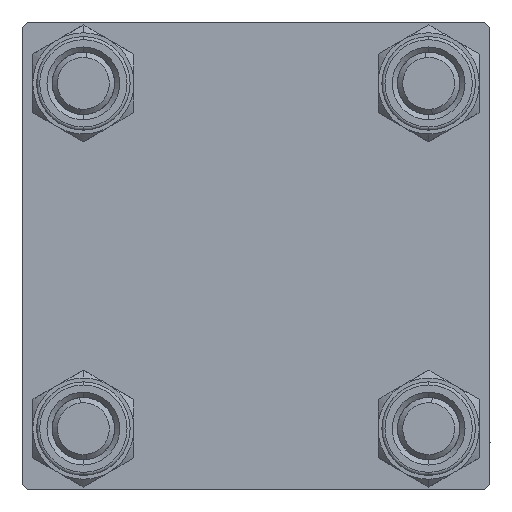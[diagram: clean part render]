
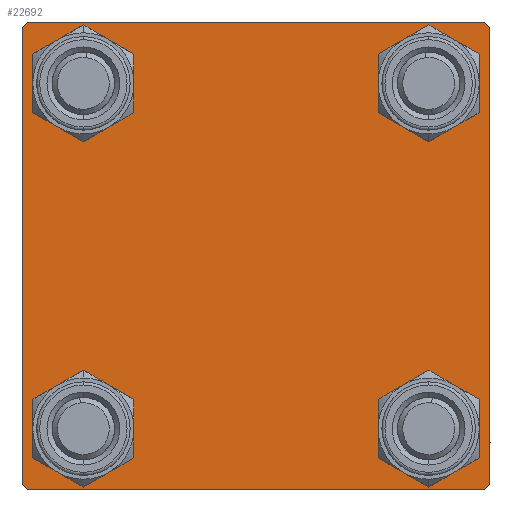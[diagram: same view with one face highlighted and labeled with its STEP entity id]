
A CAD part, left-side view. The second image highlights one B-rep face of the part: STEP entity #22692.
In plain terms, the highlighted planar face has unit normal (-1, 0, 0).
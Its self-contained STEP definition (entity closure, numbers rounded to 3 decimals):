
#679 = EDGE_CURVE ( 'NONE', #20920, #4602, #39193, .T. ) ;
#788 = VERTEX_POINT ( 'NONE', #21836 ) ;
#1437 = VERTEX_POINT ( 'NONE', #35365 ) ;
#2221 = EDGE_LOOP ( 'NONE', ( #36515, #21689 ) ) ;
#2823 = CARTESIAN_POINT ( 'NONE',  ( 0., 22.5, 22.5 ) ) ;
#3311 = DIRECTION ( 'NONE',  ( 0., 0., -1. ) ) ;
#3352 = ORIENTED_EDGE ( 'NONE', *, *, #24619, .T. ) ;
#3995 = CARTESIAN_POINT ( 'NONE',  ( 0., 22.5, 22.5 ) ) ;
#4602 = VERTEX_POINT ( 'NONE', #39358 ) ;
#4699 = EDGE_CURVE ( 'NONE', #20920, #1437, #13868, .T. ) ;
#5363 = CIRCLE ( 'NONE', #23195, 3.5 ) ;
#5598 = CIRCLE ( 'NONE', #49470, 3.5 ) ;
#5635 = DIRECTION ( 'NONE',  ( 1., 0., 0. ) ) ;
#5685 = AXIS2_PLACEMENT_3D ( 'NONE', #12946, #24879, #31785 ) ;
#5696 = EDGE_CURVE ( 'NONE', #22423, #788, #5363, .T. ) ;
#6267 = VECTOR ( 'NONE', #19767, 1000. ) ;
#6423 = EDGE_CURVE ( 'NONE', #37048, #17830, #41256, .T. ) ;
#6481 = EDGE_CURVE ( 'NONE', #9534, #8107, #18334, .T. ) ;
#8107 = VERTEX_POINT ( 'NONE', #47081 ) ;
#8307 = VECTOR ( 'NONE', #36402, 1000. ) ;
#8416 = EDGE_CURVE ( 'NONE', #47046, #4602, #46259, .T. ) ;
#8799 = CARTESIAN_POINT ( 'NONE',  ( 0., -22.5, 22.5 ) ) ;
#8851 = EDGE_LOOP ( 'NONE', ( #11533, #38970 ) ) ;
#8871 = ORIENTED_EDGE ( 'NONE', *, *, #6481, .T. ) ;
#8876 = EDGE_LOOP ( 'NONE', ( #32166, #46996 ) ) ;
#8889 = DIRECTION ( 'NONE',  ( 0., 0.707, 0.707 ) ) ;
#9534 = VERTEX_POINT ( 'NONE', #29884 ) ;
#10167 = EDGE_LOOP ( 'NONE', ( #3352, #49242 ) ) ;
#10793 = DIRECTION ( 'NONE',  ( 0., 0., 1. ) ) ;
#10850 = CARTESIAN_POINT ( 'NONE',  ( 0., -16.6, -16.6 ) ) ;
#11533 = ORIENTED_EDGE ( 'NONE', *, *, #49949, .T. ) ;
#12178 = AXIS2_PLACEMENT_3D ( 'NONE', #18439, #45688, #10793 ) ;
#12348 = AXIS2_PLACEMENT_3D ( 'NONE', #32985, #21525, #49525 ) ;
#12557 = VERTEX_POINT ( 'NONE', #25507 ) ;
#12946 = CARTESIAN_POINT ( 'NONE',  ( 0., -16.6, 16.6 ) ) ;
#13261 = DIRECTION ( 'NONE',  ( 0., 0., 1. ) ) ;
#13705 = CIRCLE ( 'NONE', #12178, 3.5 ) ;
#13868 = LINE ( 'NONE', #8799, #23157 ) ;
#15085 = CARTESIAN_POINT ( 'NONE',  ( 0., -22.25, -22.25 ) ) ;
#15602 = DIRECTION ( 'NONE',  ( 0., -0.707, 0.707 ) ) ;
#15912 = LINE ( 'NONE', #39845, #45247 ) ;
#16091 = EDGE_CURVE ( 'NONE', #29525, #36777, #13705, .T. ) ;
#16310 = CARTESIAN_POINT ( 'NONE',  ( 0., 22.25, -22.25 ) ) ;
#16485 = EDGE_CURVE ( 'NONE', #42741, #40239, #18572, .T. ) ;
#17413 = FACE_OUTER_BOUND ( 'NONE', #34088, .T. ) ;
#17830 = VERTEX_POINT ( 'NONE', #26047 ) ;
#17973 = EDGE_CURVE ( 'NONE', #8107, #1437, #49956, .T. ) ;
#18334 = LINE ( 'NONE', #30030, #50095 ) ;
#18439 = CARTESIAN_POINT ( 'NONE',  ( 0., -16.6, -16.6 ) ) ;
#18572 = CIRCLE ( 'NONE', #44638, 3.5 ) ;
#18646 = ORIENTED_EDGE ( 'NONE', *, *, #4699, .F. ) ;
#19057 = DIRECTION ( 'NONE',  ( 0., 0., 1. ) ) ;
#19091 = CARTESIAN_POINT ( 'NONE',  ( 0., -16.6, -20.1 ) ) ;
#19465 = CIRCLE ( 'NONE', #5685, 3.5 ) ;
#19511 = EDGE_CURVE ( 'NONE', #40239, #42741, #19465, .T. ) ;
#19767 = DIRECTION ( 'NONE',  ( 0., -1., 0. ) ) ;
#20920 = VERTEX_POINT ( 'NONE', #37708 ) ;
#21059 = DIRECTION ( 'NONE',  ( 1., 0., 0. ) ) ;
#21525 = DIRECTION ( 'NONE',  ( 1., 0., 0. ) ) ;
#21556 = CARTESIAN_POINT ( 'NONE',  ( 0., 16.6, 16.6 ) ) ;
#21689 = ORIENTED_EDGE ( 'NONE', *, *, #16485, .T. ) ;
#21836 = CARTESIAN_POINT ( 'NONE',  ( 0., 16.6, 20.1 ) ) ;
#22194 = VERTEX_POINT ( 'NONE', #47039 ) ;
#22362 = CARTESIAN_POINT ( 'NONE',  ( 0., 22., 22.5 ) ) ;
#22423 = VERTEX_POINT ( 'NONE', #31432 ) ;
#22692 = ADVANCED_FACE ( 'NONE', ( #49224, #25789, #29862, #33936, #17413 ), #48980, .T. ) ;
#22881 = AXIS2_PLACEMENT_3D ( 'NONE', #40499, #5635, #13261 ) ;
#23157 = VECTOR ( 'NONE', #32950, 1000. ) ;
#23195 = AXIS2_PLACEMENT_3D ( 'NONE', #26687, #42234, #19057 ) ;
#24126 = DIRECTION ( 'NONE',  ( 0., 0., 1. ) ) ;
#24619 = EDGE_CURVE ( 'NONE', #22194, #12557, #33498, .T. ) ;
#24879 = DIRECTION ( 'NONE',  ( 1., 0., 0. ) ) ;
#25507 = CARTESIAN_POINT ( 'NONE',  ( 0., 16.6, -20.1 ) ) ;
#25789 = FACE_BOUND ( 'NONE', #8876, .T. ) ;
#26047 = CARTESIAN_POINT ( 'NONE',  ( 0., 22.5, -22. ) ) ;
#26182 = CARTESIAN_POINT ( 'NONE',  ( 0., 22.5, 22. ) ) ;
#26687 = CARTESIAN_POINT ( 'NONE',  ( 0., 16.6, 16.6 ) ) ;
#26934 = ORIENTED_EDGE ( 'NONE', *, *, #17973, .T. ) ;
#28055 = EDGE_CURVE ( 'NONE', #47046, #37048, #15912, .T. ) ;
#29525 = VERTEX_POINT ( 'NONE', #19091 ) ;
#29862 = FACE_BOUND ( 'NONE', #10167, .T. ) ;
#29884 = CARTESIAN_POINT ( 'NONE',  ( 0., 22., -22.5 ) ) ;
#30030 = CARTESIAN_POINT ( 'NONE',  ( 0., 22.5, -22.5 ) ) ;
#30432 = DIRECTION ( 'NONE',  ( 0., 0., 1. ) ) ;
#31322 = ORIENTED_EDGE ( 'NONE', *, *, #6423, .T. ) ;
#31432 = CARTESIAN_POINT ( 'NONE',  ( 0., 16.6, 13.1 ) ) ;
#31785 = DIRECTION ( 'NONE',  ( 0., 0., 1. ) ) ;
#31801 = AXIS2_PLACEMENT_3D ( 'NONE', #37522, #36763, #41343 ) ;
#32074 = LINE ( 'NONE', #16310, #8307 ) ;
#32166 = ORIENTED_EDGE ( 'NONE', *, *, #37342, .T. ) ;
#32286 = ORIENTED_EDGE ( 'NONE', *, *, #8416, .F. ) ;
#32950 = DIRECTION ( 'NONE',  ( 0., 0., -1. ) ) ;
#32985 = CARTESIAN_POINT ( 'NONE',  ( 0., 16.6, -16.6 ) ) ;
#33132 = ORIENTED_EDGE ( 'NONE', *, *, #28055, .T. ) ;
#33498 = CIRCLE ( 'NONE', #12348, 3.5 ) ;
#33936 = FACE_BOUND ( 'NONE', #8851, .T. ) ;
#33976 = CARTESIAN_POINT ( 'NONE',  ( 0., -16.6, 13.1 ) ) ;
#34088 = EDGE_LOOP ( 'NONE', ( #31322, #43816, #8871, #26934, #18646, #34913, #32286, #33132 ) ) ;
#34913 = ORIENTED_EDGE ( 'NONE', *, *, #679, .T. ) ;
#35365 = CARTESIAN_POINT ( 'NONE',  ( 0., -22.5, -22. ) ) ;
#35602 = DIRECTION ( 'NONE',  ( 1., 0., 0. ) ) ;
#36402 = DIRECTION ( 'NONE',  ( 0., -0.707, -0.707 ) ) ;
#36515 = ORIENTED_EDGE ( 'NONE', *, *, #19511, .T. ) ;
#36763 = DIRECTION ( 'NONE',  ( -1., 0., 0. ) ) ;
#36777 = VERTEX_POINT ( 'NONE', #47951 ) ;
#36786 = CIRCLE ( 'NONE', #39228, 3.5 ) ;
#37048 = VERTEX_POINT ( 'NONE', #26182 ) ;
#37342 = EDGE_CURVE ( 'NONE', #36777, #29525, #5598, .T. ) ;
#37522 = CARTESIAN_POINT ( 'NONE',  ( 0., 0., 0. ) ) ;
#37708 = CARTESIAN_POINT ( 'NONE',  ( 0., -22.5, 22. ) ) ;
#38448 = CIRCLE ( 'NONE', #22881, 3.5 ) ;
#38970 = ORIENTED_EDGE ( 'NONE', *, *, #5696, .T. ) ;
#39193 = LINE ( 'NONE', #47341, #45980 ) ;
#39228 = AXIS2_PLACEMENT_3D ( 'NONE', #21556, #21059, #44003 ) ;
#39358 = CARTESIAN_POINT ( 'NONE',  ( 0., -22., 22.5 ) ) ;
#39845 = CARTESIAN_POINT ( 'NONE',  ( 0., 22.25, 22.25 ) ) ;
#39876 = CARTESIAN_POINT ( 'NONE',  ( 0., -16.6, 20.1 ) ) ;
#40096 = DIRECTION ( 'NONE',  ( 0., 0.707, -0.707 ) ) ;
#40239 = VERTEX_POINT ( 'NONE', #39876 ) ;
#40499 = CARTESIAN_POINT ( 'NONE',  ( 0., 16.6, -16.6 ) ) ;
#41256 = LINE ( 'NONE', #2823, #50062 ) ;
#41343 = DIRECTION ( 'NONE',  ( 0., 0., 1. ) ) ;
#41910 = DIRECTION ( 'NONE',  ( 1., 0., 0. ) ) ;
#42234 = DIRECTION ( 'NONE',  ( 1., 0., 0. ) ) ;
#42741 = VERTEX_POINT ( 'NONE', #33976 ) ;
#43509 = CARTESIAN_POINT ( 'NONE',  ( 0., -16.6, 16.6 ) ) ;
#43816 = ORIENTED_EDGE ( 'NONE', *, *, #45971, .T. ) ;
#44003 = DIRECTION ( 'NONE',  ( 0., 0., 1. ) ) ;
#44638 = AXIS2_PLACEMENT_3D ( 'NONE', #43509, #35602, #24126 ) ;
#44830 = DIRECTION ( 'NONE',  ( 0., -1., 0. ) ) ;
#45247 = VECTOR ( 'NONE', #40096, 1000. ) ;
#45688 = DIRECTION ( 'NONE',  ( 1., 0., 0. ) ) ;
#45971 = EDGE_CURVE ( 'NONE', #17830, #9534, #32074, .T. ) ;
#45980 = VECTOR ( 'NONE', #8889, 1000. ) ;
#46259 = LINE ( 'NONE', #3995, #6267 ) ;
#46996 = ORIENTED_EDGE ( 'NONE', *, *, #16091, .T. ) ;
#47039 = CARTESIAN_POINT ( 'NONE',  ( 0., 16.6, -13.1 ) ) ;
#47046 = VERTEX_POINT ( 'NONE', #22362 ) ;
#47081 = CARTESIAN_POINT ( 'NONE',  ( 0., -22., -22.5 ) ) ;
#47341 = CARTESIAN_POINT ( 'NONE',  ( 0., -22.25, 22.25 ) ) ;
#47951 = CARTESIAN_POINT ( 'NONE',  ( 0., -16.6, -13.1 ) ) ;
#48331 = EDGE_CURVE ( 'NONE', #12557, #22194, #38448, .T. ) ;
#48730 = VECTOR ( 'NONE', #15602, 1000. ) ;
#48980 = PLANE ( 'NONE',  #31801 ) ;
#49224 = FACE_BOUND ( 'NONE', #2221, .T. ) ;
#49242 = ORIENTED_EDGE ( 'NONE', *, *, #48331, .T. ) ;
#49470 = AXIS2_PLACEMENT_3D ( 'NONE', #10850, #41910, #30432 ) ;
#49525 = DIRECTION ( 'NONE',  ( 0., 0., 1. ) ) ;
#49949 = EDGE_CURVE ( 'NONE', #788, #22423, #36786, .T. ) ;
#49956 = LINE ( 'NONE', #15085, #48730 ) ;
#50062 = VECTOR ( 'NONE', #3311, 1000. ) ;
#50095 = VECTOR ( 'NONE', #44830, 1000. ) ;
